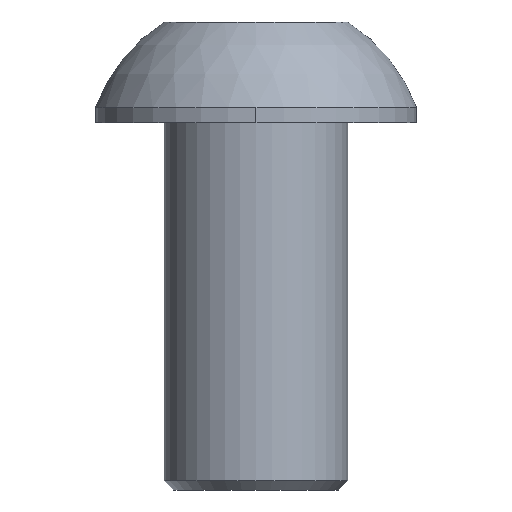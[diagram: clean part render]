
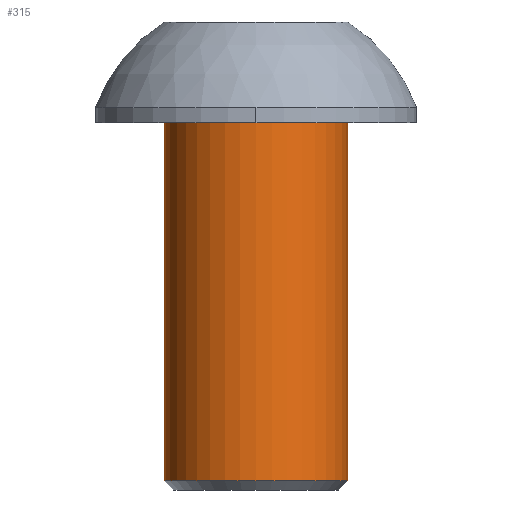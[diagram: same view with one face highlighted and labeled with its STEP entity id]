
A CAD part, left-side view. The second image highlights one B-rep face of the part: STEP entity #315.
In plain terms, the highlighted cylindrical face has radius 3 mm (diameter 6 mm), a partial arc.
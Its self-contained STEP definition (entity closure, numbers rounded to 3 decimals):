
#5 = DIRECTION ( 'NONE',  ( 0., 0., -1. ) ) ;
#6 = EDGE_CURVE ( 'NONE', #777, #625, #700, .T. ) ;
#21 = CARTESIAN_POINT ( 'NONE',  ( 0., 3., -3.3 ) ) ;
#51 = DIRECTION ( 'NONE',  ( 0., 1., 0. ) ) ;
#55 = DIRECTION ( 'NONE',  ( 0., 1., 0. ) ) ;
#59 = ORIENTED_EDGE ( 'NONE', *, *, #646, .T. ) ;
#77 = CARTESIAN_POINT ( 'NONE',  ( 0., -3., -15. ) ) ;
#108 = VERTEX_POINT ( 'NONE', #77 ) ;
#117 = CARTESIAN_POINT ( 'NONE',  ( 0., 0., 5.185 ) ) ;
#118 = CYLINDRICAL_SURFACE ( 'NONE', #422, 3. ) ;
#122 = DIRECTION ( 'NONE',  ( 0., 0., -1. ) ) ;
#134 = DIRECTION ( 'NONE',  ( 0., 0., -1. ) ) ;
#145 = AXIS2_PLACEMENT_3D ( 'NONE', #457, #699, #51 ) ;
#164 = ORIENTED_EDGE ( 'NONE', *, *, #298, .F. ) ;
#170 = ORIENTED_EDGE ( 'NONE', *, *, #6, .T. ) ;
#211 = VECTOR ( 'NONE', #591, 1000. ) ;
#249 = AXIS2_PLACEMENT_3D ( 'NONE', #687, #5, #580 ) ;
#251 = ORIENTED_EDGE ( 'NONE', *, *, #727, .T. ) ;
#289 = EDGE_LOOP ( 'NONE', ( #164, #59, #170, #251 ) ) ;
#298 = EDGE_CURVE ( 'NONE', #336, #108, #456, .T. ) ;
#315 = ADVANCED_FACE ( 'NONE', ( #758 ), #118, .T. ) ;
#336 = VERTEX_POINT ( 'NONE', #648 ) ;
#358 = VECTOR ( 'NONE', #134, 1000. ) ;
#422 = AXIS2_PLACEMENT_3D ( 'NONE', #117, #122, #55 ) ;
#454 = CARTESIAN_POINT ( 'NONE',  ( 0., 3., 5.185 ) ) ;
#456 = LINE ( 'NONE', #698, #358 ) ;
#457 = CARTESIAN_POINT ( 'NONE',  ( 0., 0., -15. ) ) ;
#510 = CARTESIAN_POINT ( 'NONE',  ( 0., 3., -15. ) ) ;
#580 = DIRECTION ( 'NONE',  ( 1., 0., 0. ) ) ;
#591 = DIRECTION ( 'NONE',  ( 0., 0., -1. ) ) ;
#614 = CIRCLE ( 'NONE', #249, 3. ) ;
#625 = VERTEX_POINT ( 'NONE', #510 ) ;
#646 = EDGE_CURVE ( 'NONE', #336, #777, #614, .T. ) ;
#648 = CARTESIAN_POINT ( 'NONE',  ( 0., -3., -3.3 ) ) ;
#657 = CIRCLE ( 'NONE', #145, 3. ) ;
#687 = CARTESIAN_POINT ( 'NONE',  ( 0., 0., -3.3 ) ) ;
#698 = CARTESIAN_POINT ( 'NONE',  ( 0., -3., 5.185 ) ) ;
#699 = DIRECTION ( 'NONE',  ( 0., 0., 1. ) ) ;
#700 = LINE ( 'NONE', #454, #211 ) ;
#727 = EDGE_CURVE ( 'NONE', #625, #108, #657, .T. ) ;
#758 = FACE_OUTER_BOUND ( 'NONE', #289, .T. ) ;
#777 = VERTEX_POINT ( 'NONE', #21 ) ;
